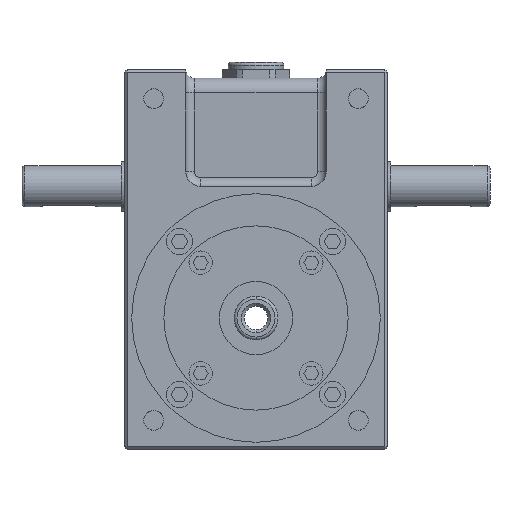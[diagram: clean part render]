
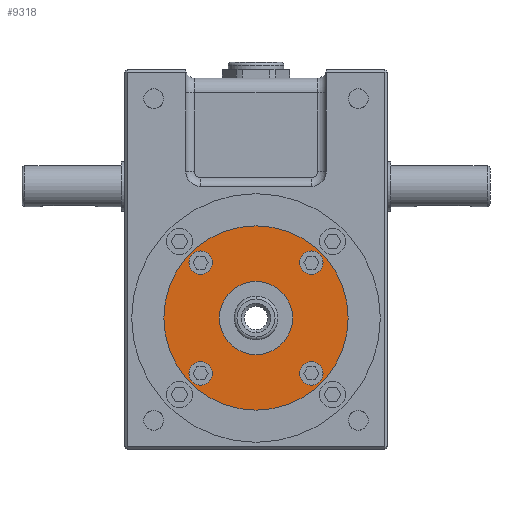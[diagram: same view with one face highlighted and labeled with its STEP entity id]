
A CAD part, front view. The second image highlights one B-rep face of the part: STEP entity #9318.
In plain terms, the highlighted planar face has unit normal (0, -1, 0).
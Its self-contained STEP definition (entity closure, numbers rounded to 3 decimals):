
#30 = CIRCLE ( 'NONE', #12876, 4. ) ;
#60 = DIRECTION ( 'NONE',  ( 0., -1., 0. ) ) ;
#138 = CARTESIAN_POINT ( 'NONE',  ( -26.064, 0.6, -103.936 ) ) ;
#215 = ORIENTED_EDGE ( 'NONE', *, *, #16429, .F. ) ;
#237 = DIRECTION ( 'NONE',  ( 0., -1., 0. ) ) ;
#1103 = VERTEX_POINT ( 'NONE', #12908 ) ;
#1178 = DIRECTION ( 'NONE',  ( 0., 0., -1. ) ) ;
#1447 = EDGE_CURVE ( 'NONE', #20978, #18093, #17929, .T. ) ;
#2052 = FACE_BOUND ( 'NONE', #15577, .T. ) ;
#2057 = EDGE_CURVE ( 'NONE', #8328, #3535, #30, .T. ) ;
#2185 = CIRCLE ( 'NONE', #11847, 12.5 ) ;
#2397 = DIRECTION ( 'NONE',  ( 0., -1., 0. ) ) ;
#2615 = AXIS2_PLACEMENT_3D ( 'NONE', #17377, #2397, #12590 ) ;
#2652 = DIRECTION ( 'NONE',  ( 0., -1., 0. ) ) ;
#2670 = CARTESIAN_POINT ( 'NONE',  ( -63.936, 0.6, -62.064 ) ) ;
#2799 = AXIS2_PLACEMENT_3D ( 'NONE', #12698, #2652, #5406 ) ;
#2802 = VERTEX_POINT ( 'NONE', #3071 ) ;
#2880 = CARTESIAN_POINT ( 'NONE',  ( -26.064, 0.6, -99.936 ) ) ;
#2979 = CARTESIAN_POINT ( 'NONE',  ( -63.936, 0.6, -66.064 ) ) ;
#3071 = CARTESIAN_POINT ( 'NONE',  ( -26.064, 0.6, -62.064 ) ) ;
#3250 = ORIENTED_EDGE ( 'NONE', *, *, #6620, .F. ) ;
#3427 = ORIENTED_EDGE ( 'NONE', *, *, #1447, .F. ) ;
#3535 = VERTEX_POINT ( 'NONE', #8366 ) ;
#3629 = FACE_BOUND ( 'NONE', #6244, .T. ) ;
#3984 = ORIENTED_EDGE ( 'NONE', *, *, #5512, .F. ) ;
#3996 = CIRCLE ( 'NONE', #20209, 4. ) ;
#4157 = FACE_OUTER_BOUND ( 'NONE', #18163, .T. ) ;
#4328 = DIRECTION ( 'NONE',  ( 0., -1., 0. ) ) ;
#4436 = EDGE_LOOP ( 'NONE', ( #3984, #3427 ) ) ;
#4444 = EDGE_LOOP ( 'NONE', ( #3250, #12777 ) ) ;
#4562 = ORIENTED_EDGE ( 'NONE', *, *, #4937, .T. ) ;
#4937 = EDGE_CURVE ( 'NONE', #14410, #7524, #10181, .T. ) ;
#5003 = EDGE_CURVE ( 'NONE', #7524, #14410, #18595, .T. ) ;
#5406 = DIRECTION ( 'NONE',  ( 0., 0., -1. ) ) ;
#5446 = FACE_BOUND ( 'NONE', #4444, .T. ) ;
#5496 = CARTESIAN_POINT ( 'NONE',  ( -63.936, 0.6, -66.064 ) ) ;
#5510 = CIRCLE ( 'NONE', #2799, 4. ) ;
#5512 = EDGE_CURVE ( 'NONE', #18093, #20978, #19637, .T. ) ;
#5553 = AXIS2_PLACEMENT_3D ( 'NONE', #5496, #9111, #10640 ) ;
#5823 = DIRECTION ( 'NONE',  ( 0., 0., -1. ) ) ;
#6011 = CARTESIAN_POINT ( 'NONE',  ( -26.064, 0.6, -107.936 ) ) ;
#6244 = EDGE_LOOP ( 'NONE', ( #11500, #21016 ) ) ;
#6620 = EDGE_CURVE ( 'NONE', #1103, #18452, #6662, .T. ) ;
#6662 = CIRCLE ( 'NONE', #10221, 12.5 ) ;
#6714 = CARTESIAN_POINT ( 'NONE',  ( -45., 0.6, -85. ) ) ;
#6715 = EDGE_CURVE ( 'NONE', #2802, #9061, #21547, .T. ) ;
#7008 = CARTESIAN_POINT ( 'NONE',  ( -63.936, 0.6, -107.936 ) ) ;
#7328 = DIRECTION ( 'NONE',  ( 0., -1., 0. ) ) ;
#7524 = VERTEX_POINT ( 'NONE', #13050 ) ;
#7950 = ORIENTED_EDGE ( 'NONE', *, *, #13283, .F. ) ;
#8328 = VERTEX_POINT ( 'NONE', #7008 ) ;
#8366 = CARTESIAN_POINT ( 'NONE',  ( -63.936, 0.6, -99.936 ) ) ;
#8458 = ORIENTED_EDGE ( 'NONE', *, *, #6715, .F. ) ;
#8483 = CIRCLE ( 'NONE', #9881, 4. ) ;
#8610 = CARTESIAN_POINT ( 'NONE',  ( -45., 0.6, -85. ) ) ;
#8634 = FACE_BOUND ( 'NONE', #14268, .T. ) ;
#8805 = DIRECTION ( 'NONE',  ( 0., -1., 0. ) ) ;
#9024 = CARTESIAN_POINT ( 'NONE',  ( -63.936, 0.6, -103.936 ) ) ;
#9061 = VERTEX_POINT ( 'NONE', #20241 ) ;
#9111 = DIRECTION ( 'NONE',  ( 0., -1., 0. ) ) ;
#9318 = ADVANCED_FACE ( 'NONE', ( #4157, #2052, #8634, #3629, #17027, #5446 ), #10817, .T. ) ;
#9881 = AXIS2_PLACEMENT_3D ( 'NONE', #11222, #16365, #1178 ) ;
#10181 = CIRCLE ( 'NONE', #19343, 31.5 ) ;
#10221 = AXIS2_PLACEMENT_3D ( 'NONE', #6714, #60, #11794 ) ;
#10256 = VERTEX_POINT ( 'NONE', #13188 ) ;
#10413 = CARTESIAN_POINT ( 'NONE',  ( -45., 0.6, -72.5 ) ) ;
#10640 = DIRECTION ( 'NONE',  ( 0., 0., -1. ) ) ;
#10817 = PLANE ( 'NONE',  #14202 ) ;
#11222 = CARTESIAN_POINT ( 'NONE',  ( -26.064, 0.6, -66.064 ) ) ;
#11500 = ORIENTED_EDGE ( 'NONE', *, *, #2057, .F. ) ;
#11794 = DIRECTION ( 'NONE',  ( 0., 0., -1. ) ) ;
#11847 = AXIS2_PLACEMENT_3D ( 'NONE', #8610, #237, #13387 ) ;
#11876 = DIRECTION ( 'NONE',  ( 0., 0., -1. ) ) ;
#12127 = EDGE_CURVE ( 'NONE', #18452, #1103, #2185, .T. ) ;
#12168 = CARTESIAN_POINT ( 'NONE',  ( -26.064, 0.6, -66.064 ) ) ;
#12469 = EDGE_CURVE ( 'NONE', #9061, #2802, #8483, .T. ) ;
#12562 = CARTESIAN_POINT ( 'NONE',  ( -45., 0.6, -53.5 ) ) ;
#12590 = DIRECTION ( 'NONE',  ( 0., 0., -1. ) ) ;
#12606 = ORIENTED_EDGE ( 'NONE', *, *, #5003, .T. ) ;
#12698 = CARTESIAN_POINT ( 'NONE',  ( -63.936, 0.6, -103.936 ) ) ;
#12777 = ORIENTED_EDGE ( 'NONE', *, *, #12127, .F. ) ;
#12876 = AXIS2_PLACEMENT_3D ( 'NONE', #9024, #8805, #18856 ) ;
#12908 = CARTESIAN_POINT ( 'NONE',  ( -45., 0.6, -97.5 ) ) ;
#13050 = CARTESIAN_POINT ( 'NONE',  ( -45., 0.6, -116.5 ) ) ;
#13188 = CARTESIAN_POINT ( 'NONE',  ( -63.936, 0.6, -70.064 ) ) ;
#13283 = EDGE_CURVE ( 'NONE', #20935, #10256, #17142, .T. ) ;
#13387 = DIRECTION ( 'NONE',  ( 0., 0., -1. ) ) ;
#14068 = CARTESIAN_POINT ( 'NONE',  ( -45., 0.6, -85. ) ) ;
#14202 = AXIS2_PLACEMENT_3D ( 'NONE', #15804, #14271, #5823 ) ;
#14268 = EDGE_LOOP ( 'NONE', ( #215, #7950 ) ) ;
#14271 = DIRECTION ( 'NONE',  ( 0., -1., 0. ) ) ;
#14272 = AXIS2_PLACEMENT_3D ( 'NONE', #20992, #4328, #17698 ) ;
#14410 = VERTEX_POINT ( 'NONE', #12562 ) ;
#14533 = AXIS2_PLACEMENT_3D ( 'NONE', #138, #20196, #11876 ) ;
#14836 = DIRECTION ( 'NONE',  ( 0., 0., -1. ) ) ;
#15577 = EDGE_LOOP ( 'NONE', ( #15985, #8458 ) ) ;
#15804 = CARTESIAN_POINT ( 'NONE',  ( -45., 0.6, -85. ) ) ;
#15985 = ORIENTED_EDGE ( 'NONE', *, *, #12469, .F. ) ;
#16365 = DIRECTION ( 'NONE',  ( 0., -1., 0. ) ) ;
#16429 = EDGE_CURVE ( 'NONE', #10256, #20935, #3996, .T. ) ;
#16938 = DIRECTION ( 'NONE',  ( 0., 0., -1. ) ) ;
#17027 = FACE_BOUND ( 'NONE', #4436, .T. ) ;
#17142 = CIRCLE ( 'NONE', #5553, 4. ) ;
#17377 = CARTESIAN_POINT ( 'NONE',  ( -26.064, 0.6, -103.936 ) ) ;
#17698 = DIRECTION ( 'NONE',  ( 0., 0., -1. ) ) ;
#17929 = CIRCLE ( 'NONE', #14533, 4. ) ;
#18088 = DIRECTION ( 'NONE',  ( 0., -1., 0. ) ) ;
#18093 = VERTEX_POINT ( 'NONE', #6011 ) ;
#18163 = EDGE_LOOP ( 'NONE', ( #12606, #4562 ) ) ;
#18452 = VERTEX_POINT ( 'NONE', #10413 ) ;
#18525 = EDGE_CURVE ( 'NONE', #3535, #8328, #5510, .T. ) ;
#18595 = CIRCLE ( 'NONE', #14272, 31.5 ) ;
#18641 = DIRECTION ( 'NONE',  ( 0., -1., 0. ) ) ;
#18856 = DIRECTION ( 'NONE',  ( 0., 0., -1. ) ) ;
#19097 = DIRECTION ( 'NONE',  ( 0., 0., -1. ) ) ;
#19343 = AXIS2_PLACEMENT_3D ( 'NONE', #14068, #7328, #19097 ) ;
#19637 = CIRCLE ( 'NONE', #2615, 4. ) ;
#20196 = DIRECTION ( 'NONE',  ( 0., -1., 0. ) ) ;
#20209 = AXIS2_PLACEMENT_3D ( 'NONE', #2979, #18088, #14836 ) ;
#20241 = CARTESIAN_POINT ( 'NONE',  ( -26.064, 0.6, -70.064 ) ) ;
#20935 = VERTEX_POINT ( 'NONE', #2670 ) ;
#20978 = VERTEX_POINT ( 'NONE', #2880 ) ;
#20992 = CARTESIAN_POINT ( 'NONE',  ( -45., 0.6, -85. ) ) ;
#21016 = ORIENTED_EDGE ( 'NONE', *, *, #18525, .F. ) ;
#21068 = AXIS2_PLACEMENT_3D ( 'NONE', #12168, #18641, #16938 ) ;
#21547 = CIRCLE ( 'NONE', #21068, 4. ) ;
